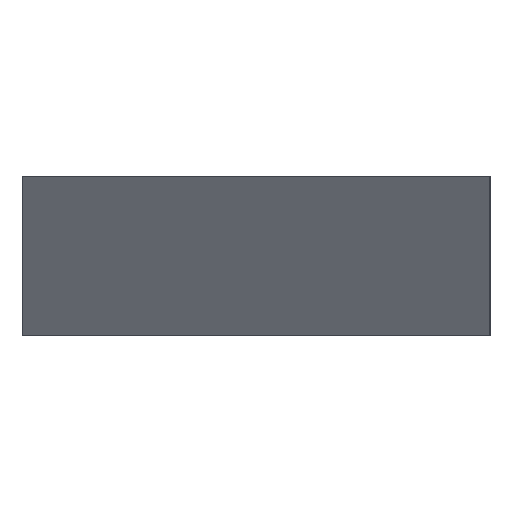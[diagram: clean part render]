
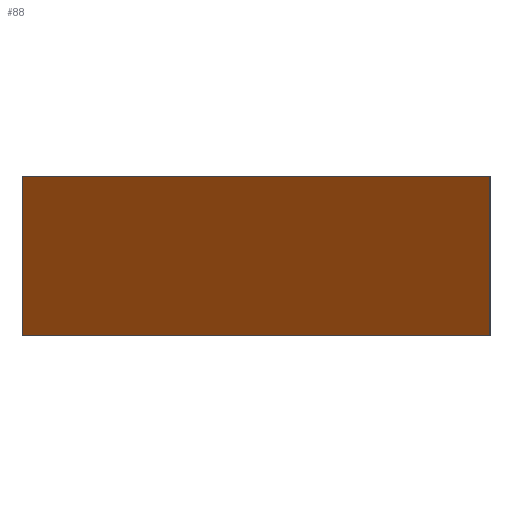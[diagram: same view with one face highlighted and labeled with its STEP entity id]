
A CAD part, left-side view. The second image highlights one B-rep face of the part: STEP entity #88.
In plain terms, the highlighted planar face has unit normal (-0.711, 0.703, 0).
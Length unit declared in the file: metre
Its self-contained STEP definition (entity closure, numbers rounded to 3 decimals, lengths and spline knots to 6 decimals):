
#22=ORIENTED_EDGE('',*,*,#40,.F.);
#23=ORIENTED_EDGE('',*,*,#41,.F.);
#24=ORIENTED_EDGE('',*,*,#42,.T.);
#25=ORIENTED_EDGE('',*,*,#43,.T.);
#40=EDGE_CURVE('',#49,#50,#55,.T.);
#41=EDGE_CURVE('',#51,#49,#56,.T.);
#42=EDGE_CURVE('',#51,#52,#57,.T.);
#43=EDGE_CURVE('',#52,#50,#58,.T.);
#49=VERTEX_POINT('',#148);
#50=VERTEX_POINT('',#149);
#51=VERTEX_POINT('',#151);
#52=VERTEX_POINT('',#153);
#55=LINE('',#147,#64);
#56=LINE('',#150,#65);
#57=LINE('',#152,#66);
#58=LINE('',#154,#67);
#64=VECTOR('',#128,1.);
#65=VECTOR('',#129,1.);
#66=VECTOR('',#130,1.);
#67=VECTOR('',#131,1.);
#73=EDGE_LOOP('',(#22,#23,#24,#25));
#78=FACE_BOUND('',#73,.T.);
#83=PLANE('',#119);
#88=ADVANCED_FACE('',(#78),#83,.T.);
#119=AXIS2_PLACEMENT_3D('',#146,#126,#127);
#126=DIRECTION('',(-0.711,0.703,0.));
#127=DIRECTION('',(-0.703,-0.711,0.));
#128=DIRECTION('',(0.703,0.711,0.));
#129=DIRECTION('',(0.,0.,-1.));
#130=DIRECTION('',(0.703,0.711,0.));
#131=DIRECTION('',(0.,0.,-1.));
#146=CARTESIAN_POINT('',(-0.053289,-0.150514,0.025));
#147=CARTESIAN_POINT('',(-0.053289,-0.150514,0.));
#148=CARTESIAN_POINT('',(-0.08956,-0.187167,0.));
#149=CARTESIAN_POINT('',(-0.017018,-0.113861,0.));
#150=CARTESIAN_POINT('',(-0.08956,-0.187167,0.025));
#151=CARTESIAN_POINT('',(-0.08956,-0.187167,0.025));
#152=CARTESIAN_POINT('',(-0.053289,-0.150514,0.025));
#153=CARTESIAN_POINT('',(-0.017018,-0.113861,0.025));
#154=CARTESIAN_POINT('',(-0.017018,-0.113861,0.025));
